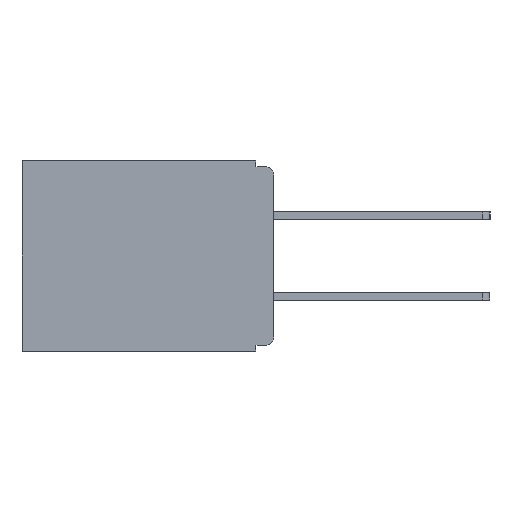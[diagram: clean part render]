
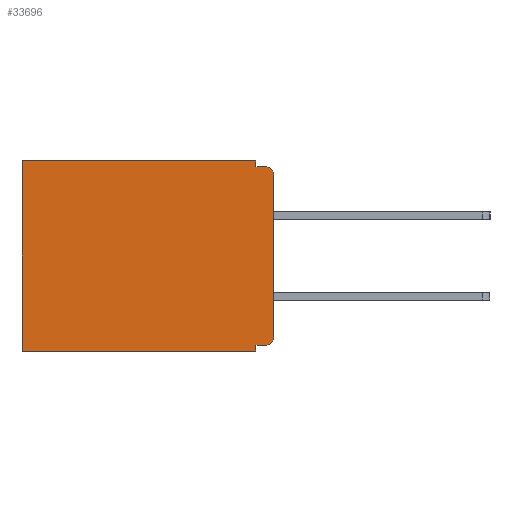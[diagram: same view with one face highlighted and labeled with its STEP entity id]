
A CAD part, left-side view. The second image highlights one B-rep face of the part: STEP entity #33696.
In plain terms, the highlighted planar face has unit normal (-1, 0, 0).
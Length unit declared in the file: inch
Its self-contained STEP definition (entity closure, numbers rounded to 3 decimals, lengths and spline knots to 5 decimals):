
#59 = LINE ( 'NONE', #32075, #13528 ) ;
#588 = VERTEX_POINT ( 'NONE', #5067 ) ;
#887 = CARTESIAN_POINT ( 'NONE',  ( 0.3, 0.015, -0.305 ) ) ;
#1331 = DIRECTION ( 'NONE',  ( 1., 0., 0. ) ) ;
#2265 = VERTEX_POINT ( 'NONE', #17434 ) ;
#2501 = LINE ( 'NONE', #8153, #8827 ) ;
#2568 = DIRECTION ( 'NONE',  ( 0., 0., -1. ) ) ;
#2710 = DIRECTION ( 'NONE',  ( 0., 0., -1. ) ) ;
#2937 = AXIS2_PLACEMENT_3D ( 'NONE', #25289, #1331, #20113 ) ;
#2952 = CARTESIAN_POINT ( 'NONE',  ( 0.3, 0.437, 0. ) ) ;
#3551 = CARTESIAN_POINT ( 'NONE',  ( 0.3, 0.437, -0.33 ) ) ;
#3583 = DIRECTION ( 'NONE',  ( 0., 0., -1. ) ) ;
#3705 = ORIENTED_EDGE ( 'NONE', *, *, #10181, .T. ) ;
#3982 = FACE_OUTER_BOUND ( 'NONE', #25879, .T. ) ;
#4423 = DIRECTION ( 'NONE',  ( 0., 1., 0. ) ) ;
#4911 = VECTOR ( 'NONE', #14709, 39.37008 ) ;
#5067 = CARTESIAN_POINT ( 'NONE',  ( 0.3, 0.031, -0.32 ) ) ;
#5364 = LINE ( 'NONE', #21298, #32732 ) ;
#5614 = DIRECTION ( 'NONE',  ( -1., 0., 0. ) ) ;
#6242 = LINE ( 'NONE', #17834, #12581 ) ;
#7017 = VECTOR ( 'NONE', #33640, 39.37008 ) ;
#7697 = ORIENTED_EDGE ( 'NONE', *, *, #18246, .F. ) ;
#7942 = AXIS2_PLACEMENT_3D ( 'NONE', #21609, #5614, #24240 ) ;
#8153 = CARTESIAN_POINT ( 'NONE',  ( 0.3, 0.437, -0.33 ) ) ;
#8385 = CARTESIAN_POINT ( 'NONE',  ( 0.3, 0.031, 0. ) ) ;
#8827 = VECTOR ( 'NONE', #2710, 39.37008 ) ;
#9123 = EDGE_CURVE ( 'NONE', #13245, #2265, #16426, .T. ) ;
#9333 = EDGE_CURVE ( 'NONE', #16481, #28526, #2501, .T. ) ;
#9533 = LINE ( 'NONE', #31042, #7017 ) ;
#9936 = DIRECTION ( 'NONE',  ( 0., 0., -1. ) ) ;
#10073 = ORIENTED_EDGE ( 'NONE', *, *, #10404, .T. ) ;
#10181 = EDGE_CURVE ( 'NONE', #11563, #2265, #25420, .T. ) ;
#10404 = EDGE_CURVE ( 'NONE', #24966, #16481, #6242, .T. ) ;
#11491 = ORIENTED_EDGE ( 'NONE', *, *, #23144, .T. ) ;
#11563 = VERTEX_POINT ( 'NONE', #27979 ) ;
#12112 = LINE ( 'NONE', #27854, #4911 ) ;
#12581 = VECTOR ( 'NONE', #4423, 39.37008 ) ;
#12912 = ORIENTED_EDGE ( 'NONE', *, *, #23565, .F. ) ;
#13245 = VERTEX_POINT ( 'NONE', #33346 ) ;
#13528 = VECTOR ( 'NONE', #26826, 39.37008 ) ;
#13533 = VERTEX_POINT ( 'NONE', #27069 ) ;
#14709 = DIRECTION ( 'NONE',  ( 0., -1., 0. ) ) ;
#14818 = ORIENTED_EDGE ( 'NONE', *, *, #9123, .F. ) ;
#15128 = EDGE_CURVE ( 'NONE', #27536, #28526, #59, .T. ) ;
#15875 = ORIENTED_EDGE ( 'NONE', *, *, #26124, .F. ) ;
#16426 = LINE ( 'NONE', #17915, #29600 ) ;
#16481 = VERTEX_POINT ( 'NONE', #2952 ) ;
#17434 = CARTESIAN_POINT ( 'NONE',  ( 0.3, 0., -0.305 ) ) ;
#17834 = CARTESIAN_POINT ( 'NONE',  ( 0.3, 0., 0. ) ) ;
#17915 = CARTESIAN_POINT ( 'NONE',  ( 0.3, 0., -0.33 ) ) ;
#18246 = EDGE_CURVE ( 'NONE', #27458, #13533, #12112, .T. ) ;
#18390 = EDGE_CURVE ( 'NONE', #588, #27536, #9533, .T. ) ;
#19685 = DIRECTION ( 'NONE',  ( -1., 0., 0. ) ) ;
#20113 = DIRECTION ( 'NONE',  ( 0., 0., -1. ) ) ;
#21298 = CARTESIAN_POINT ( 'NONE',  ( 0.3, 0.031, 0. ) ) ;
#21609 = CARTESIAN_POINT ( 'NONE',  ( 0.3, 0.015, -0.025 ) ) ;
#21709 = CARTESIAN_POINT ( 'NONE',  ( 0.3, 0., -0.32 ) ) ;
#23144 = EDGE_CURVE ( 'NONE', #13245, #13533, #24970, .T. ) ;
#23565 = EDGE_CURVE ( 'NONE', #24966, #27458, #5364, .T. ) ;
#24240 = DIRECTION ( 'NONE',  ( 0., 0., -1. ) ) ;
#24882 = ORIENTED_EDGE ( 'NONE', *, *, #15128, .F. ) ;
#24966 = VERTEX_POINT ( 'NONE', #8385 ) ;
#24970 = CIRCLE ( 'NONE', #7942, 0.015 ) ;
#25265 = AXIS2_PLACEMENT_3D ( 'NONE', #887, #19685, #3583 ) ;
#25289 = CARTESIAN_POINT ( 'NONE',  ( 0.3, 0., -0.33 ) ) ;
#25397 = VECTOR ( 'NONE', #29658, 39.37008 ) ;
#25420 = CIRCLE ( 'NONE', #25265, 0.015 ) ;
#25879 = EDGE_LOOP ( 'NONE', ( #14818, #11491, #7697, #12912, #10073, #31814, #24882, #33440, #15875, #3705 ) ) ;
#26124 = EDGE_CURVE ( 'NONE', #11563, #588, #26212, .T. ) ;
#26212 = LINE ( 'NONE', #21709, #25397 ) ;
#26826 = DIRECTION ( 'NONE',  ( 0., 1., 0. ) ) ;
#27069 = CARTESIAN_POINT ( 'NONE',  ( 0.3, 0.015, -0.01 ) ) ;
#27458 = VERTEX_POINT ( 'NONE', #30268 ) ;
#27536 = VERTEX_POINT ( 'NONE', #33107 ) ;
#27854 = CARTESIAN_POINT ( 'NONE',  ( 0.3, 0., -0.01 ) ) ;
#27979 = CARTESIAN_POINT ( 'NONE',  ( 0.3, 0.015, -0.32 ) ) ;
#28526 = VERTEX_POINT ( 'NONE', #3551 ) ;
#29600 = VECTOR ( 'NONE', #9936, 39.37008 ) ;
#29658 = DIRECTION ( 'NONE',  ( 0., 1., 0. ) ) ;
#30268 = CARTESIAN_POINT ( 'NONE',  ( 0.3, 0.031, -0.01 ) ) ;
#31042 = CARTESIAN_POINT ( 'NONE',  ( 0.3, 0.031, -0.33 ) ) ;
#31814 = ORIENTED_EDGE ( 'NONE', *, *, #9333, .T. ) ;
#32075 = CARTESIAN_POINT ( 'NONE',  ( 0.3, 0., -0.33 ) ) ;
#32732 = VECTOR ( 'NONE', #2568, 39.37008 ) ;
#33107 = CARTESIAN_POINT ( 'NONE',  ( 0.3, 0.031, -0.33 ) ) ;
#33157 = PLANE ( 'NONE',  #2937 ) ;
#33346 = CARTESIAN_POINT ( 'NONE',  ( 0.3, 0., -0.025 ) ) ;
#33440 = ORIENTED_EDGE ( 'NONE', *, *, #18390, .F. ) ;
#33640 = DIRECTION ( 'NONE',  ( 0., 0., -1. ) ) ;
#33696 = ADVANCED_FACE ( 'NONE', ( #3982 ), #33157, .F. ) ;
